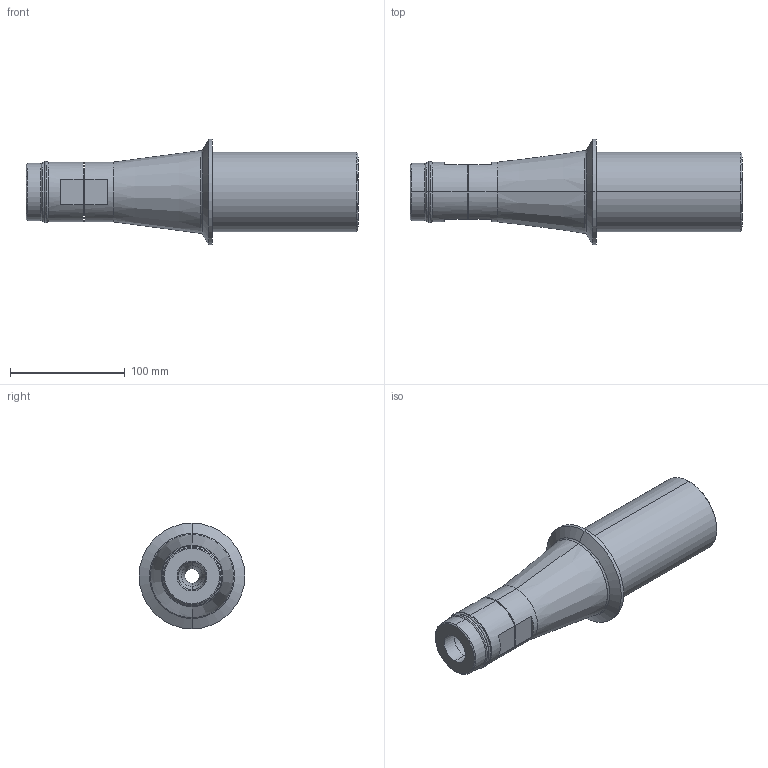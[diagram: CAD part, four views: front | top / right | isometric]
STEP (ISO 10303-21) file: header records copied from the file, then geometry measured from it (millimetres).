
FILE_DESCRIPTION (( 'STEP AP214' ), '1' );
FILE_NAME ('ACTII_Nozzle_Mach_4p5.STEP', '2020-07-13T16:02:59', ( '' ), ( '' ), 'SwSTEP 2.0', 'SolidWorks 2019', '' );
FILE_SCHEMA (( 'AUTOMOTIVE_DESIGN' ));
Length unit declared in the file: millimetre
Products named in the file (5): Mach-4p5-Divergent-Mod; o-rings_33; o-rings_47; ACTII_Nozzle_Mach_4p5; Mach-4p5-Throat
Assembly tree (4 placements, depth 2):
  ACTII_Nozzle_Mach_4p5
    Mach-4p5-Divergent-Mod
    Mach-4p5-Throat
    o-rings_33
    o-rings_47
Bounding box: 289 x 92 x 92 mm (x, y, z)
Volume: 461632.2 mm3; surface area: 114307.2 mm2
Topology: 4 solids, 4 shells, 107 faces, 230 edges, 134 vertices
Faces by surface type: cylinder 32, torus 30, plane 21, cone 18, bspline 4, sphere 2
Entity records: 3462 total; most frequent: CARTESIAN_POINT 708, DIRECTION 602, ORIENTED_EDGE 456, AXIS2_PLACEMENT_3D 268, EDGE_CURVE 228, CIRCLE 158, VERTEX_POINT 134, EDGE_LOOP 120
